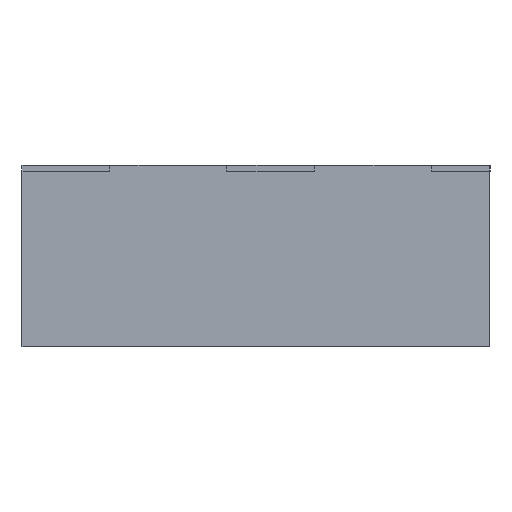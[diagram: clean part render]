
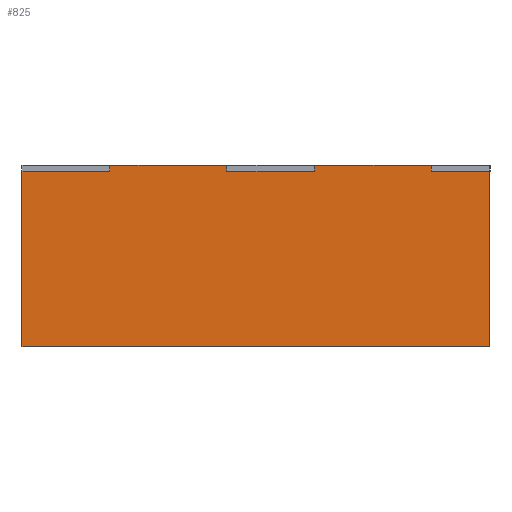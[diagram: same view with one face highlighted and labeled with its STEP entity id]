
A CAD part, left-side view. The second image highlights one B-rep face of the part: STEP entity #825.
In plain terms, the highlighted planar face has unit normal (-1, 0, 0).
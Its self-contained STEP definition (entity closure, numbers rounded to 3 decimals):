
#59=FACE_OUTER_BOUND('',#99,.T.);
#99=EDGE_LOOP('',(#722,#723,#724,#725,#726,#727,#728,#729,#730,#731,#732,
#733));
#103=LINE('',#1084,#217);
#119=LINE('',#1117,#233);
#121=LINE('',#1123,#235);
#129=LINE('',#1138,#243);
#130=LINE('',#1140,#244);
#131=LINE('',#1141,#245);
#158=LINE('',#1193,#272);
#159=LINE('',#1195,#273);
#167=LINE('',#1212,#281);
#212=LINE('',#1301,#326);
#213=LINE('',#1304,#327);
#214=LINE('',#1305,#328);
#217=VECTOR('',#887,10.);
#233=VECTOR('',#911,10.);
#235=VECTOR('',#915,10.);
#243=VECTOR('',#927,10.);
#244=VECTOR('',#930,10.);
#245=VECTOR('',#931,10.);
#272=VECTOR('',#962,10.);
#273=VECTOR('',#965,10.);
#281=VECTOR('',#981,10.);
#326=VECTOR('',#1068,10.);
#327=VECTOR('',#1071,10.);
#328=VECTOR('',#1072,10.);
#330=VERTEX_POINT('',#1080);
#332=VERTEX_POINT('',#1083);
#344=VERTEX_POINT('',#1113);
#345=VERTEX_POINT('',#1115);
#346=VERTEX_POINT('',#1119);
#348=VERTEX_POINT('',#1122);
#352=VERTEX_POINT('',#1134);
#353=VERTEX_POINT('',#1136);
#376=VERTEX_POINT('',#1191);
#381=VERTEX_POINT('',#1211);
#404=VERTEX_POINT('',#1299);
#405=VERTEX_POINT('',#1303);
#407=EDGE_CURVE('',#330,#332,#103,.T.);
#423=EDGE_CURVE('',#344,#345,#119,.T.);
#425=EDGE_CURVE('',#346,#348,#121,.T.);
#433=EDGE_CURVE('',#352,#353,#129,.T.);
#434=EDGE_CURVE('',#332,#353,#130,.T.);
#435=EDGE_CURVE('',#348,#345,#131,.T.);
#462=EDGE_CURVE('',#376,#330,#158,.T.);
#463=EDGE_CURVE('',#352,#346,#159,.T.);
#471=EDGE_CURVE('',#344,#381,#167,.T.);
#516=EDGE_CURVE('',#404,#381,#212,.T.);
#517=EDGE_CURVE('',#404,#405,#213,.T.);
#518=EDGE_CURVE('',#405,#376,#214,.T.);
#722=ORIENTED_EDGE('',*,*,#517,.F.);
#723=ORIENTED_EDGE('',*,*,#516,.T.);
#724=ORIENTED_EDGE('',*,*,#471,.F.);
#725=ORIENTED_EDGE('',*,*,#423,.T.);
#726=ORIENTED_EDGE('',*,*,#435,.F.);
#727=ORIENTED_EDGE('',*,*,#425,.F.);
#728=ORIENTED_EDGE('',*,*,#463,.F.);
#729=ORIENTED_EDGE('',*,*,#433,.T.);
#730=ORIENTED_EDGE('',*,*,#434,.F.);
#731=ORIENTED_EDGE('',*,*,#407,.F.);
#732=ORIENTED_EDGE('',*,*,#462,.F.);
#733=ORIENTED_EDGE('',*,*,#518,.F.);
#785=PLANE('',#879);
#825=ADVANCED_FACE('',(#59),#785,.T.);
#879=AXIS2_PLACEMENT_3D('',#1302,#1069,#1070);
#887=DIRECTION('',(0.,0.,1.));
#911=DIRECTION('',(0.,0.,1.));
#915=DIRECTION('',(0.,0.,1.));
#927=DIRECTION('',(0.,0.,1.));
#930=DIRECTION('',(0.,-1.,0.));
#931=DIRECTION('',(0.,-1.,0.));
#962=DIRECTION('',(0.,-1.,0.));
#965=DIRECTION('',(0.,-1.,0.));
#981=DIRECTION('',(0.,-1.,0.));
#1068=DIRECTION('',(0.,0.,1.));
#1069=DIRECTION('center_axis',(-1.,0.,0.));
#1070=DIRECTION('ref_axis',(0.,-1.,0.));
#1071=DIRECTION('',(0.,1.,0.));
#1072=DIRECTION('',(0.,0.,1.));
#1080=CARTESIAN_POINT('',(25.5,-3.5,3.));
#1083=CARTESIAN_POINT('',(25.5,-3.5,3.1));
#1084=CARTESIAN_POINT('',(25.5,-3.5,3.));
#1113=CARTESIAN_POINT('',(25.5,-9.,3.));
#1115=CARTESIAN_POINT('',(25.5,-9.,3.1));
#1117=CARTESIAN_POINT('',(25.5,-9.,3.));
#1119=CARTESIAN_POINT('',(25.5,-7.,3.));
#1122=CARTESIAN_POINT('',(25.5,-7.,3.1));
#1123=CARTESIAN_POINT('',(25.5,-7.,3.));
#1134=CARTESIAN_POINT('',(25.5,-5.5,3.));
#1136=CARTESIAN_POINT('',(25.5,-5.5,3.1));
#1138=CARTESIAN_POINT('',(25.5,-5.5,3.));
#1140=CARTESIAN_POINT('',(25.5,-5.5,3.1));
#1141=CARTESIAN_POINT('',(25.5,-9.,3.1));
#1191=CARTESIAN_POINT('',(25.5,-2.,3.));
#1193=CARTESIAN_POINT('',(25.5,-10.,3.));
#1195=CARTESIAN_POINT('',(25.5,-10.,3.));
#1211=CARTESIAN_POINT('',(25.5,-10.,3.));
#1212=CARTESIAN_POINT('',(25.5,-10.,3.));
#1299=CARTESIAN_POINT('',(25.5,-10.,0.));
#1301=CARTESIAN_POINT('',(25.5,-10.,0.));
#1302=CARTESIAN_POINT('Origin',(25.5,-2.,0.));
#1303=CARTESIAN_POINT('',(25.5,-2.,0.));
#1304=CARTESIAN_POINT('',(25.5,-10.,0.));
#1305=CARTESIAN_POINT('',(25.5,-2.,0.));
